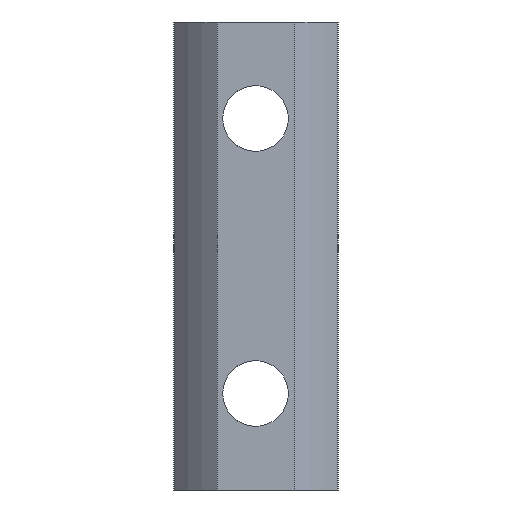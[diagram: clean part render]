
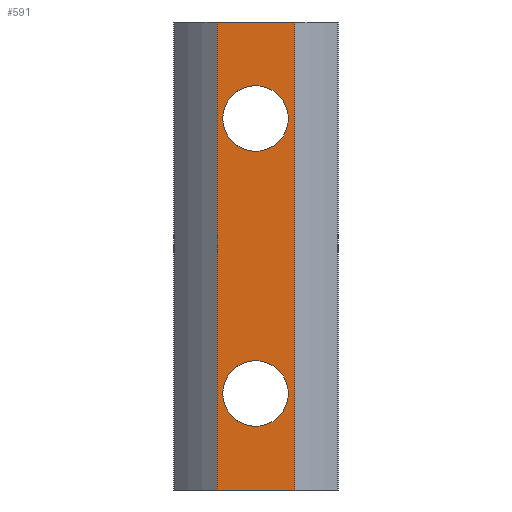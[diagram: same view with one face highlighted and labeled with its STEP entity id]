
A CAD part, front view. The second image highlights one B-rep face of the part: STEP entity #591.
In plain terms, the highlighted planar face has unit normal (0, -1, 0).
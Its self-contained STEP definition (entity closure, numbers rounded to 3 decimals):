
#31 = CARTESIAN_POINT ( 'NONE',  ( -0.05, -8.821, -10.85 ) ) ;
#50 = DIRECTION ( 'NONE',  ( -1., 0., 0. ) ) ;
#54 = EDGE_CURVE ( 'NONE', #1165, #720, #1141, .T. ) ;
#71 = EDGE_CURVE ( 'NONE', #215, #1157, #1062, .T. ) ;
#97 = EDGE_CURVE ( 'NONE', #971, #1531, #1722, .T. ) ;
#137 = DIRECTION ( 'NONE',  ( 0., 1., 0. ) ) ;
#144 = LINE ( 'NONE', #948, #238 ) ;
#171 = CARTESIAN_POINT ( 'NONE',  ( -4., -8.821, 24.25 ) ) ;
#172 = CARTESIAN_POINT ( 'NONE',  ( -0.05, -8.821, 10.85 ) ) ;
#175 = EDGE_CURVE ( 'NONE', #396, #1531, #144, .T. ) ;
#215 = VERTEX_POINT ( 'NONE', #1446 ) ;
#238 = VECTOR ( 'NONE', #1354, 1000. ) ;
#247 = CARTESIAN_POINT ( 'NONE',  ( -0.05, -8.821, 14.25 ) ) ;
#256 = EDGE_CURVE ( 'NONE', #1539, #971, #756, .T. ) ;
#261 = EDGE_CURVE ( 'NONE', #1539, #396, #1768, .T. ) ;
#287 = CARTESIAN_POINT ( 'NONE',  ( -4., -8.821, 24.25 ) ) ;
#358 = CARTESIAN_POINT ( 'NONE',  ( -0.05, -8.821, -14.25 ) ) ;
#367 = VECTOR ( 'NONE', #757, 1000. ) ;
#394 = DIRECTION ( 'NONE',  ( -1., 0., 0. ) ) ;
#396 = VERTEX_POINT ( 'NONE', #1081 ) ;
#459 = CARTESIAN_POINT ( 'NONE',  ( -0.05, -8.821, -17.65 ) ) ;
#465 = CARTESIAN_POINT ( 'NONE',  ( -0.05, -8.821, -14.25 ) ) ;
#512 = DIRECTION ( 'NONE',  ( -1., 0., 0. ) ) ;
#545 = CIRCLE ( 'NONE', #609, 3.4 ) ;
#591 = ADVANCED_FACE ( 'NONE', ( #1447, #1782, #1092 ), #1445, .F. ) ;
#609 = AXIS2_PLACEMENT_3D ( 'NONE', #991, #137, #1127 ) ;
#615 = DIRECTION ( 'NONE',  ( -1., 0., 0. ) ) ;
#643 = EDGE_CURVE ( 'NONE', #720, #1165, #1666, .T. ) ;
#656 = VECTOR ( 'NONE', #1230, 1000. ) ;
#711 = ORIENTED_EDGE ( 'NONE', *, *, #175, .F. ) ;
#720 = VERTEX_POINT ( 'NONE', #459 ) ;
#742 = CARTESIAN_POINT ( 'NONE',  ( 4., -8.821, -24.25 ) ) ;
#756 = LINE ( 'NONE', #171, #367 ) ;
#757 = DIRECTION ( 'NONE',  ( 0., 0., -1. ) ) ;
#817 = ORIENTED_EDGE ( 'NONE', *, *, #261, .F. ) ;
#861 = ORIENTED_EDGE ( 'NONE', *, *, #54, .T. ) ;
#909 = DIRECTION ( 'NONE',  ( 0., 1., 0. ) ) ;
#948 = CARTESIAN_POINT ( 'NONE',  ( 4., -8.821, 24.25 ) ) ;
#971 = VERTEX_POINT ( 'NONE', #1131 ) ;
#991 = CARTESIAN_POINT ( 'NONE',  ( -0.05, -8.821, 14.25 ) ) ;
#994 = ORIENTED_EDGE ( 'NONE', *, *, #71, .T. ) ;
#1003 = EDGE_LOOP ( 'NONE', ( #861, #1214 ) ) ;
#1022 = CARTESIAN_POINT ( 'NONE',  ( -4., -8.821, 24.25 ) ) ;
#1057 = AXIS2_PLACEMENT_3D ( 'NONE', #1572, #909, #50 ) ;
#1062 = CIRCLE ( 'NONE', #1608, 3.4 ) ;
#1077 = VECTOR ( 'NONE', #1161, 1000. ) ;
#1081 = CARTESIAN_POINT ( 'NONE',  ( 4., -8.821, 24.25 ) ) ;
#1092 = FACE_OUTER_BOUND ( 'NONE', #1309, .T. ) ;
#1095 = CARTESIAN_POINT ( 'NONE',  ( -4., -8.821, -24.25 ) ) ;
#1119 = ORIENTED_EDGE ( 'NONE', *, *, #1300, .T. ) ;
#1127 = DIRECTION ( 'NONE',  ( -1., 0., 0. ) ) ;
#1131 = CARTESIAN_POINT ( 'NONE',  ( -4., -8.821, -24.25 ) ) ;
#1141 = CIRCLE ( 'NONE', #1441, 3.4 ) ;
#1157 = VERTEX_POINT ( 'NONE', #172 ) ;
#1161 = DIRECTION ( 'NONE',  ( 1., 0., 0. ) ) ;
#1165 = VERTEX_POINT ( 'NONE', #31 ) ;
#1214 = ORIENTED_EDGE ( 'NONE', *, *, #643, .T. ) ;
#1230 = DIRECTION ( 'NONE',  ( 1., 0., 0. ) ) ;
#1240 = DIRECTION ( 'NONE',  ( 0., 1., 0. ) ) ;
#1300 = EDGE_CURVE ( 'NONE', #1157, #215, #545, .T. ) ;
#1309 = EDGE_LOOP ( 'NONE', ( #1457, #711, #817, #1391 ) ) ;
#1345 = DIRECTION ( 'NONE',  ( 0., 1., 0. ) ) ;
#1354 = DIRECTION ( 'NONE',  ( 0., 0., -1. ) ) ;
#1391 = ORIENTED_EDGE ( 'NONE', *, *, #256, .T. ) ;
#1429 = DIRECTION ( 'NONE',  ( 0., 1., 0. ) ) ;
#1441 = AXIS2_PLACEMENT_3D ( 'NONE', #465, #1429, #615 ) ;
#1445 = PLANE ( 'NONE',  #1057 ) ;
#1446 = CARTESIAN_POINT ( 'NONE',  ( -0.05, -8.821, 17.65 ) ) ;
#1447 = FACE_BOUND ( 'NONE', #1003, .T. ) ;
#1457 = ORIENTED_EDGE ( 'NONE', *, *, #97, .T. ) ;
#1485 = AXIS2_PLACEMENT_3D ( 'NONE', #358, #1345, #512 ) ;
#1531 = VERTEX_POINT ( 'NONE', #742 ) ;
#1539 = VERTEX_POINT ( 'NONE', #287 ) ;
#1572 = CARTESIAN_POINT ( 'NONE',  ( -4., -8.821, 24.25 ) ) ;
#1608 = AXIS2_PLACEMENT_3D ( 'NONE', #247, #1240, #394 ) ;
#1666 = CIRCLE ( 'NONE', #1485, 3.4 ) ;
#1716 = EDGE_LOOP ( 'NONE', ( #994, #1119 ) ) ;
#1722 = LINE ( 'NONE', #1095, #656 ) ;
#1768 = LINE ( 'NONE', #1022, #1077 ) ;
#1782 = FACE_BOUND ( 'NONE', #1716, .T. ) ;
